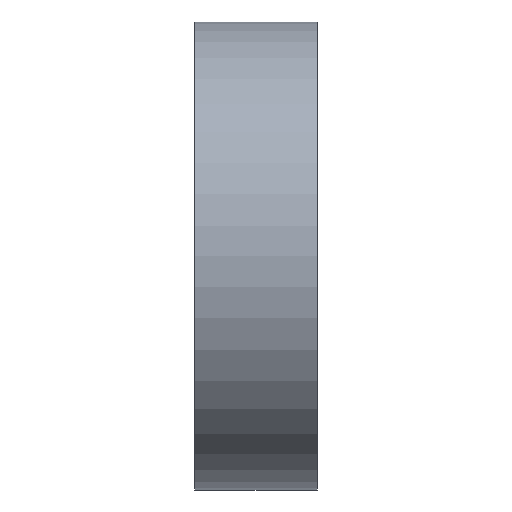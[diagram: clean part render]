
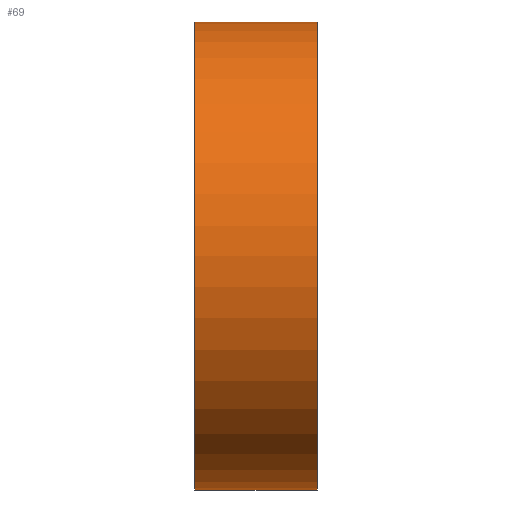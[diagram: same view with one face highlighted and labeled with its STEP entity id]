
A CAD part, front view. The second image highlights one B-rep face of the part: STEP entity #69.
In plain terms, the highlighted free-form (B-spline) face has degree [2, 1] with [9, 2] control points.
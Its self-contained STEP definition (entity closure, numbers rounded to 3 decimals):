
#69 = ADVANCED_FACE('',(#70),#118,.T.);
#70 = FACE_BOUND('',#71,.T.);
#71 = EDGE_LOOP('',(#72,#84,#92,#99,#109,#117));
#72 = ORIENTED_EDGE('',*,*,#73,.F.);
#73 = EDGE_CURVE('',#74,#76,#78,.T.);
#74 = VERTEX_POINT('',#75);
#75 = CARTESIAN_POINT('',(22.118,42.354,0.));
#76 = VERTEX_POINT('',#77);
#77 = CARTESIAN_POINT('',(22.118,-42.354,
    0.));
#78 = ( BOUNDED_CURVE() B_SPLINE_CURVE(2,(#79,#80,#81,#82,#83),
.UNSPECIFIED.,.F.,.F.) B_SPLINE_CURVE_WITH_KNOTS((3,2,3),(0.,
1.571,3.142),.PIECEWISE_BEZIER_KNOTS.) CURVE() 
GEOMETRIC_REPRESENTATION_ITEM() RATIONAL_B_SPLINE_CURVE((1.,
0.707,1.,0.707,1.)) REPRESENTATION_ITEM('') );
#79 = CARTESIAN_POINT('',(22.118,42.354,0.));
#80 = CARTESIAN_POINT('',(22.118,42.354,
    42.354));
#81 = CARTESIAN_POINT('',(22.118,0.,
    42.354));
#82 = CARTESIAN_POINT('',(22.118,-42.354,
    42.354));
#83 = CARTESIAN_POINT('',(22.118,-42.354,
    0.));
#84 = ORIENTED_EDGE('',*,*,#85,.F.);
#85 = EDGE_CURVE('',#76,#74,#86,.T.);
#86 = ( BOUNDED_CURVE() B_SPLINE_CURVE(2,(#87,#88,#89,#90,#91),
.UNSPECIFIED.,.F.,.F.) B_SPLINE_CURVE_WITH_KNOTS((3,2,3),(3.142,
4.712,6.283),.PIECEWISE_BEZIER_KNOTS.) CURVE() 
GEOMETRIC_REPRESENTATION_ITEM() RATIONAL_B_SPLINE_CURVE((1.,
0.707,1.,0.707,1.)) REPRESENTATION_ITEM('') );
#87 = CARTESIAN_POINT('',(22.118,-42.354,
    0.));
#88 = CARTESIAN_POINT('',(22.118,-42.354,
    -42.354));
#89 = CARTESIAN_POINT('',(22.118,0.,
    -42.354));
#90 = CARTESIAN_POINT('',(22.118,42.354,
    -42.354));
#91 = CARTESIAN_POINT('',(22.118,42.354,
    0.));
#92 = ORIENTED_EDGE('',*,*,#93,.T.);
#93 = EDGE_CURVE('',#76,#94,#96,.T.);
#94 = VERTEX_POINT('',#95);
#95 = CARTESIAN_POINT('',(0.,-42.354,0.));
#96 = B_SPLINE_CURVE_WITH_KNOTS('',1,(#97,#98),.UNSPECIFIED.,.F.,.F.,(2,
    2),(-23.5,0.),.PIECEWISE_BEZIER_KNOTS.);
#97 = CARTESIAN_POINT('',(22.118,-42.354,
    0.));
#98 = CARTESIAN_POINT('',(0.,-42.354,0.));
#99 = ORIENTED_EDGE('',*,*,#100,.T.);
#100 = EDGE_CURVE('',#94,#101,#103,.T.);
#101 = VERTEX_POINT('',#102);
#102 = CARTESIAN_POINT('',(0.,42.354,0.));
#103 = ( BOUNDED_CURVE() B_SPLINE_CURVE(2,(#104,#105,#106,#107,#108),
.UNSPECIFIED.,.F.,.F.) B_SPLINE_CURVE_WITH_KNOTS((3,2,3),(3.142,
4.712,6.283),.PIECEWISE_BEZIER_KNOTS.) CURVE() 
GEOMETRIC_REPRESENTATION_ITEM() RATIONAL_B_SPLINE_CURVE((1.,
0.707,1.,0.707,1.)) REPRESENTATION_ITEM('') );
#104 = CARTESIAN_POINT('',(0.,-42.354,0.));
#105 = CARTESIAN_POINT('',(0.,-42.354,-42.354));
#106 = CARTESIAN_POINT('',(0.,0.,-42.354));
#107 = CARTESIAN_POINT('',(0.,42.354,-42.354));
#108 = CARTESIAN_POINT('',(0.,42.354,0.));
#109 = ORIENTED_EDGE('',*,*,#110,.T.);
#110 = EDGE_CURVE('',#101,#94,#111,.T.);
#111 = ( BOUNDED_CURVE() B_SPLINE_CURVE(2,(#112,#113,#114,#115,#116),
.UNSPECIFIED.,.F.,.F.) B_SPLINE_CURVE_WITH_KNOTS((3,2,3),(0.,
1.571,3.142),.PIECEWISE_BEZIER_KNOTS.) CURVE() 
GEOMETRIC_REPRESENTATION_ITEM() RATIONAL_B_SPLINE_CURVE((1.,
0.707,1.,0.707,1.)) REPRESENTATION_ITEM('') );
#112 = CARTESIAN_POINT('',(0.,42.354,0.));
#113 = CARTESIAN_POINT('',(0.,42.354,42.354));
#114 = CARTESIAN_POINT('',(0.,0.,42.354));
#115 = CARTESIAN_POINT('',(0.,-42.354,42.354));
#116 = CARTESIAN_POINT('',(0.,-42.354,0.));
#117 = ORIENTED_EDGE('',*,*,#93,.F.);
#118 = ( BOUNDED_SURFACE() B_SPLINE_SURFACE(2,1,(
    (#119,#120)
    ,(#121,#122)
    ,(#123,#124)
    ,(#125,#126)
    ,(#127,#128)
    ,(#129,#130)
    ,(#131,#132)
    ,(#133,#134)
,(#135,#136
    )),.UNSPECIFIED.,.T.,.F.,.F.) B_SPLINE_SURFACE_WITH_KNOTS((3,2,2,2,3
    ),(2,2),(-3.142,-2.094,0.,2.094,
    3.142),(0.,23.5),.UNSPECIFIED.) 
GEOMETRIC_REPRESENTATION_ITEM() RATIONAL_B_SPLINE_SURFACE((
    (0.75,0.75)
    ,(0.75,0.75)
    ,(1.,1.)
    ,(0.5,0.5)
    ,(1.,1.)
    ,(0.5,0.5)
    ,(1.,1.)
    ,(0.75,0.75)
,(0.75,0.75))) REPRESENTATION_ITEM('') SURFACE() );
#119 = CARTESIAN_POINT('',(0.,-42.354,0.));
#120 = CARTESIAN_POINT('',(22.118,-42.354,0.));
#121 = CARTESIAN_POINT('',(0.,-42.354,-24.453));
#122 = CARTESIAN_POINT('',(22.118,-42.354,
    -24.453));
#123 = CARTESIAN_POINT('',(0.,-21.177,-36.679));
#124 = CARTESIAN_POINT('',(22.118,-21.177,
    -36.679));
#125 = CARTESIAN_POINT('',(0.,42.354,-73.359));
#126 = CARTESIAN_POINT('',(22.118,42.354,
    -73.359));
#127 = CARTESIAN_POINT('',(0.,42.354,0.));
#128 = CARTESIAN_POINT('',(22.118,42.354,0.));
#129 = CARTESIAN_POINT('',(0.,42.354,73.359));
#130 = CARTESIAN_POINT('',(22.118,42.354,
    73.359));
#131 = CARTESIAN_POINT('',(0.,-21.177,36.679));
#132 = CARTESIAN_POINT('',(22.118,-21.177,
    36.679));
#133 = CARTESIAN_POINT('',(0.,-42.354,24.453));
#134 = CARTESIAN_POINT('',(22.118,-42.354,
    24.453));
#135 = CARTESIAN_POINT('',(0.,-42.354,0.));
#136 = CARTESIAN_POINT('',(22.118,-42.354,0.));
